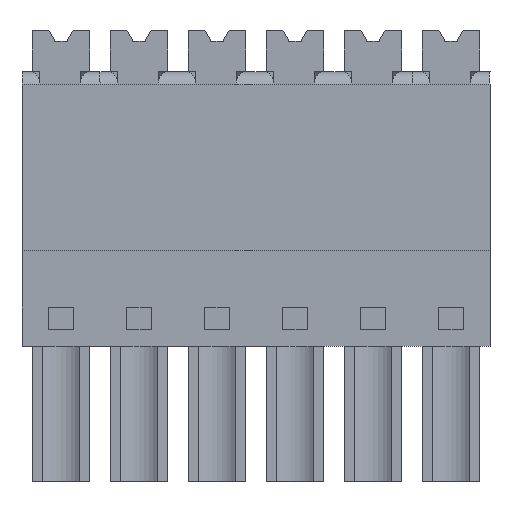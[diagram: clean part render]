
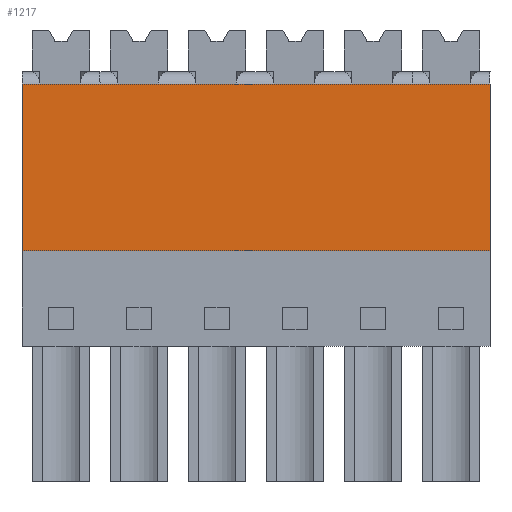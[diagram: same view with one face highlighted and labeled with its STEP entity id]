
A CAD part, front view. The second image highlights one B-rep face of the part: STEP entity #1217.
In plain terms, the highlighted planar face has unit normal (0, -1, 0).
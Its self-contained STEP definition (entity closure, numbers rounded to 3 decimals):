
#1197=AXIS2_PLACEMENT_3D('Plane Axis2P3D',#1194,#1195,#1196) ;
#91=CARTESIAN_POINT('Vertex',(0.,0.,11.25)) ;
#94=CARTESIAN_POINT('Line Origine',(0.,0.,15.325)) ;
#98=CARTESIAN_POINT('Vertex',(0.,0.,19.4)) ;
#1178=CARTESIAN_POINT('Vertex',(22.86,0.,11.25)) ;
#1181=CARTESIAN_POINT('Line Origine',(11.43,0.,11.25)) ;
#1194=CARTESIAN_POINT('Axis2P3D Location',(7.62,0.,11.25)) ;
#1199=CARTESIAN_POINT('Line Origine',(22.86,0.,15.325)) ;
#1203=CARTESIAN_POINT('Vertex',(22.86,0.,19.4)) ;
#1206=CARTESIAN_POINT('Line Origine',(11.43,0.,19.4)) ;
#95=DIRECTION('Vector Direction',(0.,0.,1.)) ;
#1182=DIRECTION('Vector Direction',(1.,0.,0.)) ;
#1195=DIRECTION('Axis2P3D Direction',(0.,1.,0.)) ;
#1196=DIRECTION('Axis2P3D XDirection',(0.,0.,1.)) ;
#1200=DIRECTION('Vector Direction',(0.,0.,1.)) ;
#1207=DIRECTION('Vector Direction',(1.,0.,0.)) ;
#96=VECTOR('Line Direction',#95,1.) ;
#1183=VECTOR('Line Direction',#1182,1.) ;
#1201=VECTOR('Line Direction',#1200,1.) ;
#1208=VECTOR('Line Direction',#1207,1.) ;
#1212=ORIENTED_EDGE('',*,*,#100,.F.) ;
#1213=ORIENTED_EDGE('',*,*,#1185,.T.) ;
#1214=ORIENTED_EDGE('',*,*,#1205,.T.) ;
#1215=ORIENTED_EDGE('',*,*,#1210,.F.) ;
#1217=ADVANCED_FACE('HOUSING',(#1216),#1198,.F.) ;
#100=EDGE_CURVE('',#92,#99,#97,.T.) ;
#1185=EDGE_CURVE('',#92,#1179,#1184,.T.) ;
#1205=EDGE_CURVE('',#1179,#1204,#1202,.T.) ;
#1210=EDGE_CURVE('',#99,#1204,#1209,.T.) ;
#1211=EDGE_LOOP('',(#1212,#1213,#1214,#1215)) ;
#1216=FACE_OUTER_BOUND('',#1211,.T.) ;
#97=LINE('Line',#94,#96) ;
#1184=LINE('Line',#1181,#1183) ;
#1202=LINE('Line',#1199,#1201) ;
#1209=LINE('Line',#1206,#1208) ;
#1198=PLANE('',#1197) ;
#92=VERTEX_POINT('',#91) ;
#99=VERTEX_POINT('',#98) ;
#1179=VERTEX_POINT('',#1178) ;
#1204=VERTEX_POINT('',#1203) ;
